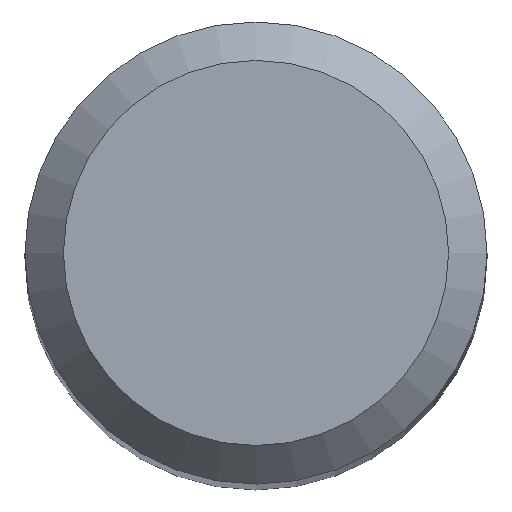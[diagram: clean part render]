
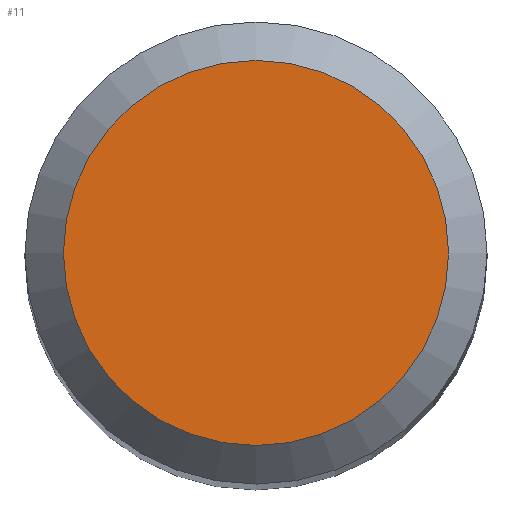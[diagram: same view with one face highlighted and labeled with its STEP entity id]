
A CAD part, top view. The second image highlights one B-rep face of the part: STEP entity #11.
In plain terms, the highlighted planar face has unit normal (0, 0, 1).
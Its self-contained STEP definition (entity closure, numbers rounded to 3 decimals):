
#3 = EDGE_CURVE ( 'NONE', #46, #46, #174, .T. ) ;
#11 = ADVANCED_FACE ( 'NONE', ( #243 ), #223, .F. ) ;
#46 = VERTEX_POINT ( 'NONE', #124 ) ;
#71 = CARTESIAN_POINT ( 'NONE',  ( 0., 0., 57. ) ) ;
#87 = DIRECTION ( 'NONE',  ( 0., 1., 0. ) ) ;
#93 = DIRECTION ( 'NONE',  ( 0., 0., -1. ) ) ;
#99 = AXIS2_PLACEMENT_3D ( 'NONE', #71, #241, #87 ) ;
#124 = CARTESIAN_POINT ( 'NONE',  ( 0., 2.5, 57. ) ) ;
#130 = CARTESIAN_POINT ( 'NONE',  ( 0., 0., 57. ) ) ;
#140 = ORIENTED_EDGE ( 'NONE', *, *, #3, .F. ) ;
#152 = AXIS2_PLACEMENT_3D ( 'NONE', #130, #93, #160 ) ;
#160 = DIRECTION ( 'NONE',  ( 0., 1., 0. ) ) ;
#174 = CIRCLE ( 'NONE', #152, 2.5 ) ;
#223 = PLANE ( 'NONE',  #99 ) ;
#227 = EDGE_LOOP ( 'NONE', ( #140 ) ) ;
#241 = DIRECTION ( 'NONE',  ( 0., 0., -1. ) ) ;
#243 = FACE_OUTER_BOUND ( 'NONE', #227, .T. ) ;
